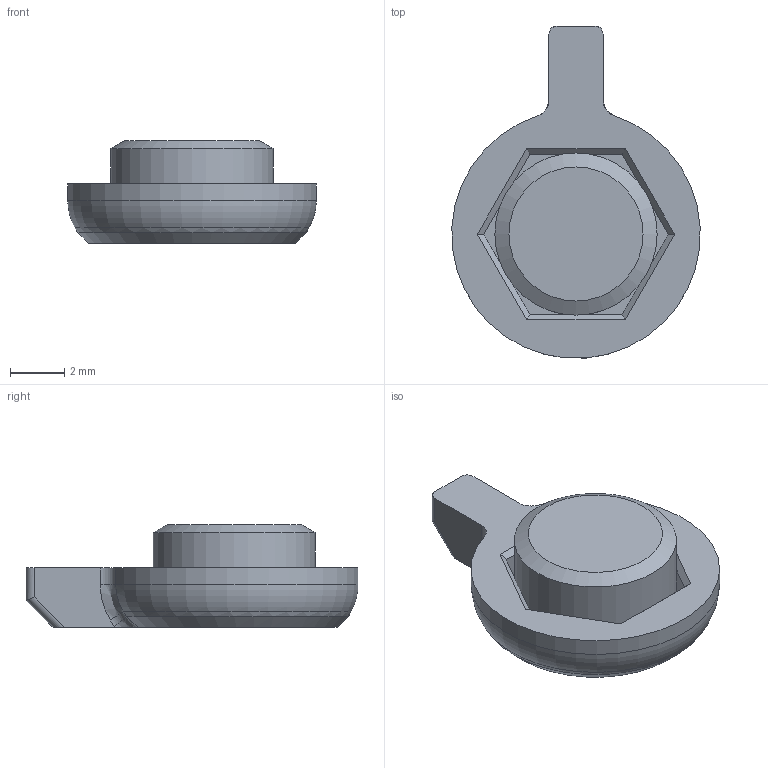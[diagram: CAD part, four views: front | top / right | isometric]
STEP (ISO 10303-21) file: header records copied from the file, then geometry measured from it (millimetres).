
FILE_DESCRIPTION(/* description */ ('STEP AP242','CAx-IF Rec.Pracs.---Representation and Presentation of Product Manufacturing Information (PMI)---4.0---2014-10-13','CAx-IF Rec.Pracs.---3D Tessellated Geometry---0.4---2014-09-14','2;1'),/* implementation_level */ '2;1');
FILE_NAME(/* name */ '685b5551e658a009ae65f697',/* time_stamp */ '2025-06-25T01:48:02Z',/* author */ (''),/* organization */ (''),/* preprocessor_version */ 'ST-DEVELOPER v20',/* originating_system */ 'ONSHAPE BY PTC INC, 1.199',/* authorisation */ ' ');
FILE_SCHEMA (('AP242_MANAGED_MODEL_BASED_3D_ENGINEERING_MIM_LF { 1 0 10303 442 1 1 4 }'));
Length unit declared in the file: metre
Products named in the file (6): Indicator infill MMU; Indicator; Magnet 6x3
Bounding box: 9.18 x 12.28 x 3.8 mm (x, y, z)
Volume: 188.4 mm3; surface area: 405.9 mm2
Topology: 6 solids, 6 shells, 117 faces, 283 edges, 182 vertices
Faces by surface type: plane 70, cylinder 36, bspline 6, cone 4, torus 1
Full cylindrical faces by diameter (mm): 6 x1
Entity records: 3590 total; most frequent: CARTESIAN_POINT 707, DIRECTION 573, ORIENTED_EDGE 560, EDGE_CURVE 280, AXIS2_PLACEMENT_3D 194, LINE 185, VECTOR 185, VERTEX_POINT 182
